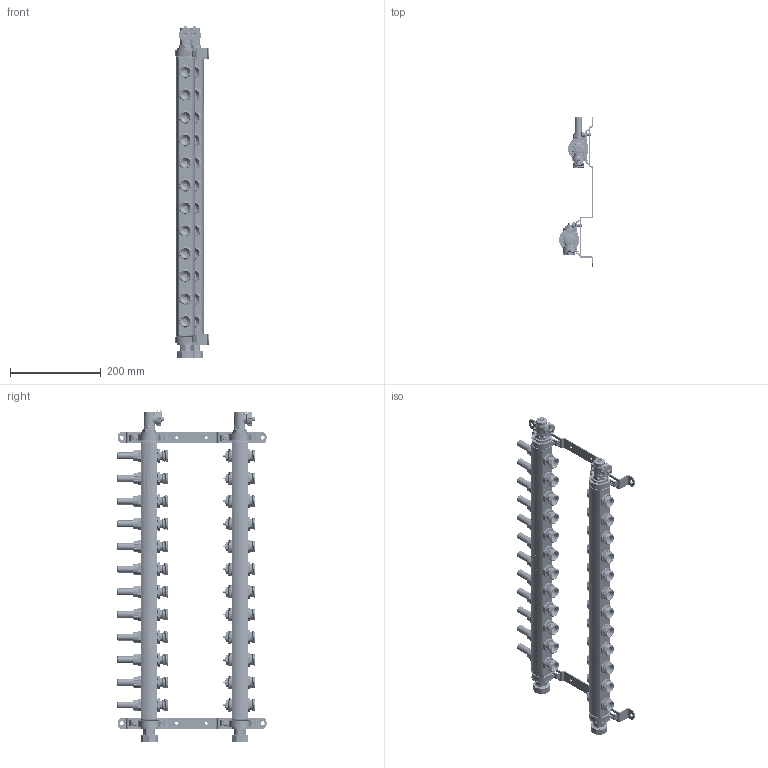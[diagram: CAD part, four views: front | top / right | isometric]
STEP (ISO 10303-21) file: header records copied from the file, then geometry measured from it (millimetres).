
FILE_DESCRIPTION((''),'2;1');
FILE_NAME('9320-12-800-VER-ASM_ASM','2016-10-25T',('marann'),(''),'PRO/ENGINEER BY PARAMETRIC TECHNOLOGY CORPORATION, 2011490','PRO/ENGINEER BY PARAMETRIC TECHNOLOGY CORPORATION, 2011490','');
FILE_SCHEMA(('CONFIG_CONTROL_DESIGN'));
Products named in the file (3): 9320-12-800_VEREINFAC_SW0001; 9321-005; 9320-12-800-VER-ASM_ASM
Assembly tree (2 placements, depth 2):
  9320-12-800-VER-ASM_ASM
    9320-12-800_VEREINFAC_SW0001
    9321-005
Bounding box: 74.75 x 329.7 x 732.8 mm (x, y, z)
Volume: 884642.2 mm3; surface area: 653165.9 mm2
Topology: 9 solids, 11 shells, 5847 faces, 15282 edges, 9780 vertices
Faces by surface type: cylinder 2243, plane 2164, cone 778, bspline 398, torus 264
Entity records: 288013 total; most frequent: CARTESIAN_POINT 146320, ORIENTED_EDGE 30556, DIRECTION 28708, EDGE_CURVE 15282, AXIS2_PLACEMENT_3D 11004, VERTEX_POINT 9780, VECTOR 6700, LINE 6700
